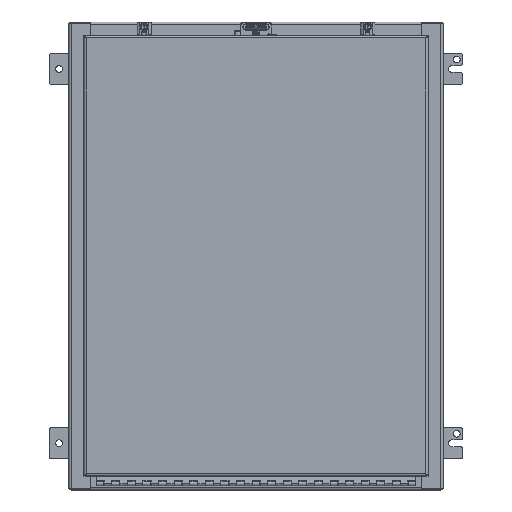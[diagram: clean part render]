
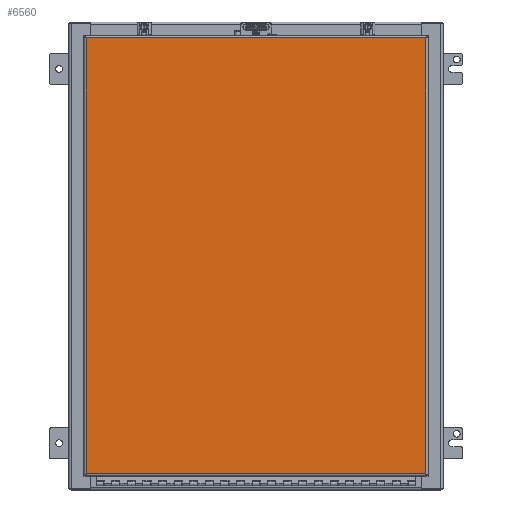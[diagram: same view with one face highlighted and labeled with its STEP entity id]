
A CAD part, top view. The second image highlights one B-rep face of the part: STEP entity #6560.
In plain terms, the highlighted planar face has unit normal (0, 0, -1).
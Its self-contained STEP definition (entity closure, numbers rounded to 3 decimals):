
#741 = CARTESIAN_POINT ( 'NONE',  ( 10.886, 13.98, 5.073 ) ) ;
#2857 = CARTESIAN_POINT ( 'NONE',  ( 10.886, 14.125, 5.073 ) ) ;
#3655 = VERTEX_POINT ( 'NONE', #95244 ) ;
#6420 = AXIS2_PLACEMENT_3D ( 'NONE', #127883, #100751, #51005 ) ;
#6560 = ADVANCED_FACE ( 'NONE', ( #90228 ), #143576, .F. ) ;
#9546 = CARTESIAN_POINT ( 'NONE',  ( 10.886, -13.98, 5.073 ) ) ;
#12253 = EDGE_CURVE ( 'NONE', #3655, #59710, #24052, .T. ) ;
#12493 = VERTEX_POINT ( 'NONE', #9546 ) ;
#23056 = LINE ( 'NONE', #140944, #112912 ) ;
#24052 = LINE ( 'NONE', #63350, #104599 ) ;
#26855 = EDGE_CURVE ( 'NONE', #59710, #78794, #23056, .T. ) ;
#39048 = ORIENTED_EDGE ( 'NONE', *, *, #69053, .T. ) ;
#45874 = VECTOR ( 'NONE', #145466, 39.37 ) ;
#51005 = DIRECTION ( 'NONE',  ( 0., -1., 0. ) ) ;
#59710 = VERTEX_POINT ( 'NONE', #119276 ) ;
#62149 = EDGE_CURVE ( 'NONE', #12493, #3655, #103494, .T. ) ;
#63350 = CARTESIAN_POINT ( 'NONE',  ( -10.886, 14.125, 5.073 ) ) ;
#69053 = EDGE_CURVE ( 'NONE', #78794, #12493, #122488, .T. ) ;
#78794 = VERTEX_POINT ( 'NONE', #741 ) ;
#90228 = FACE_OUTER_BOUND ( 'NONE', #94001, .T. ) ;
#92099 = CARTESIAN_POINT ( 'NONE',  ( 11.031, -13.98, 5.073 ) ) ;
#94001 = EDGE_LOOP ( 'NONE', ( #155510, #102758, #144134, #39048 ) ) ;
#95244 = CARTESIAN_POINT ( 'NONE',  ( -10.886, -13.98, 5.073 ) ) ;
#100751 = DIRECTION ( 'NONE',  ( 0., 0., 1. ) ) ;
#102758 = ORIENTED_EDGE ( 'NONE', *, *, #12253, .T. ) ;
#103494 = LINE ( 'NONE', #92099, #45874 ) ;
#104599 = VECTOR ( 'NONE', #116587, 39.37 ) ;
#109345 = DIRECTION ( 'NONE',  ( 0., -1., 0. ) ) ;
#112912 = VECTOR ( 'NONE', #127851, 39.37 ) ;
#116587 = DIRECTION ( 'NONE',  ( 0., 1., 0. ) ) ;
#119276 = CARTESIAN_POINT ( 'NONE',  ( -10.886, 13.98, 5.073 ) ) ;
#122488 = LINE ( 'NONE', #2857, #135882 ) ;
#127851 = DIRECTION ( 'NONE',  ( 1., 0., 0. ) ) ;
#127883 = CARTESIAN_POINT ( 'NONE',  ( 11.031, 14.125, 5.073 ) ) ;
#135882 = VECTOR ( 'NONE', #109345, 39.37 ) ;
#140944 = CARTESIAN_POINT ( 'NONE',  ( 11.031, 13.98, 5.073 ) ) ;
#143576 = PLANE ( 'NONE',  #6420 ) ;
#144134 = ORIENTED_EDGE ( 'NONE', *, *, #26855, .T. ) ;
#145466 = DIRECTION ( 'NONE',  ( -1., 0., 0. ) ) ;
#155510 = ORIENTED_EDGE ( 'NONE', *, *, #62149, .T. ) ;
